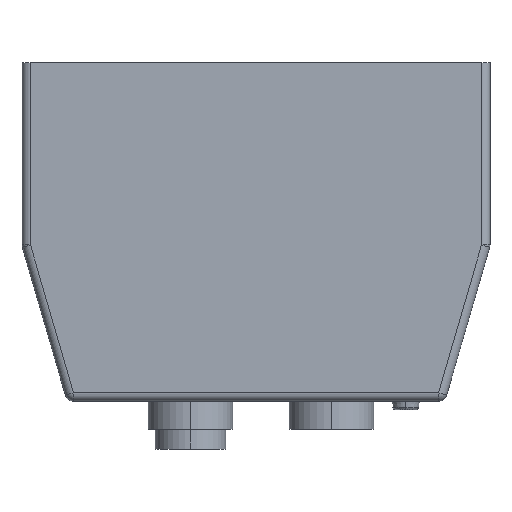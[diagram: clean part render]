
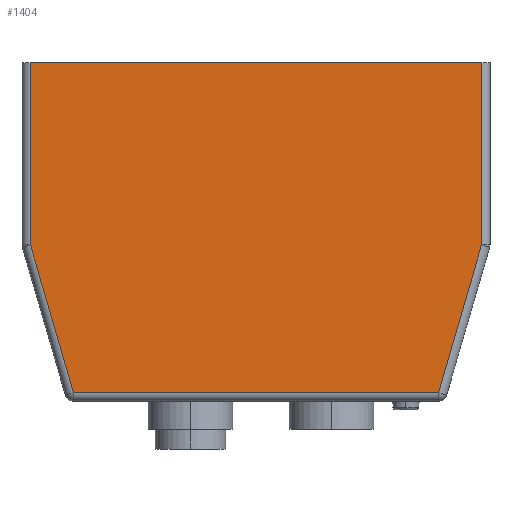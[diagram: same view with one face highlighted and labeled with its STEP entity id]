
A CAD part, left-side view. The second image highlights one B-rep face of the part: STEP entity #1404.
In plain terms, the highlighted planar face has unit normal (-1, 0, 0).
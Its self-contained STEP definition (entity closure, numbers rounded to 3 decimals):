
#15 = CARTESIAN_POINT ( 'NONE',  ( -44., -64.748, 3. ) ) ;
#30 = LINE ( 'NONE', #368, #524 ) ;
#46 = VECTOR ( 'NONE', #1079, 1000. ) ;
#51 = EDGE_CURVE ( 'NONE', #1784, #799, #30, .T. ) ;
#60 = CARTESIAN_POINT ( 'NONE',  ( -44., -80., 55.428 ) ) ;
#162 = LINE ( 'NONE', #1394, #578 ) ;
#170 = VERTEX_POINT ( 'NONE', #414 ) ;
#203 = CARTESIAN_POINT ( 'NONE',  ( -44., -83., 65. ) ) ;
#228 = LINE ( 'NONE', #1878, #408 ) ;
#238 = VERTEX_POINT ( 'NONE', #448 ) ;
#265 = VECTOR ( 'NONE', #405, 1000. ) ;
#266 = CARTESIAN_POINT ( 'NONE',  ( -44., -80., 120. ) ) ;
#307 = LINE ( 'NONE', #1282, #265 ) ;
#311 = CARTESIAN_POINT ( 'NONE',  ( -44., -83., 3. ) ) ;
#327 = DIRECTION ( 'NONE',  ( 0., 0., -1. ) ) ;
#331 = CARTESIAN_POINT ( 'NONE',  ( -44., -82.802, 65.058 ) ) ;
#354 = ORIENTED_EDGE ( 'NONE', *, *, #975, .T. ) ;
#368 = CARTESIAN_POINT ( 'NONE',  ( -44., -83., 120. ) ) ;
#392 = DIRECTION ( 'NONE',  ( 0., -0.279, -0.96 ) ) ;
#405 = DIRECTION ( 'NONE',  ( 0., 0., 1. ) ) ;
#408 = VECTOR ( 'NONE', #1746, 1000. ) ;
#414 = CARTESIAN_POINT ( 'NONE',  ( -44., 64.748, 3. ) ) ;
#445 = EDGE_LOOP ( 'NONE', ( #1217, #354, #1492, #1732, #1557, #1491 ) ) ;
#448 = CARTESIAN_POINT ( 'NONE',  ( -44., 80., 55.428 ) ) ;
#524 = VECTOR ( 'NONE', #1821, 1000. ) ;
#554 = VERTEX_POINT ( 'NONE', #60 ) ;
#578 = VECTOR ( 'NONE', #392, 1000. ) ;
#799 = VERTEX_POINT ( 'NONE', #266 ) ;
#849 = VECTOR ( 'NONE', #1339, 1000. ) ;
#905 = AXIS2_PLACEMENT_3D ( 'NONE', #203, #927, #327 ) ;
#927 = DIRECTION ( 'NONE',  ( 1., 0., 0. ) ) ;
#975 = EDGE_CURVE ( 'NONE', #1784, #238, #228, .T. ) ;
#993 = EDGE_CURVE ( 'NONE', #1666, #554, #1206, .T. ) ;
#1079 = DIRECTION ( 'NONE',  ( 0., -0.279, 0.96 ) ) ;
#1173 = EDGE_CURVE ( 'NONE', #238, #170, #162, .T. ) ;
#1206 = LINE ( 'NONE', #331, #46 ) ;
#1217 = ORIENTED_EDGE ( 'NONE', *, *, #51, .F. ) ;
#1257 = EDGE_CURVE ( 'NONE', #554, #799, #307, .T. ) ;
#1282 = CARTESIAN_POINT ( 'NONE',  ( -44., -80., 65. ) ) ;
#1339 = DIRECTION ( 'NONE',  ( 0., -1., 0. ) ) ;
#1363 = LINE ( 'NONE', #311, #849 ) ;
#1394 = CARTESIAN_POINT ( 'NONE',  ( -44., 69.849, 20.535 ) ) ;
#1404 = ADVANCED_FACE ( 'NONE', ( #1837 ), #1805, .F. ) ;
#1491 = ORIENTED_EDGE ( 'NONE', *, *, #1257, .T. ) ;
#1492 = ORIENTED_EDGE ( 'NONE', *, *, #1173, .T. ) ;
#1557 = ORIENTED_EDGE ( 'NONE', *, *, #993, .T. ) ;
#1640 = CARTESIAN_POINT ( 'NONE',  ( -44., 80., 120. ) ) ;
#1666 = VERTEX_POINT ( 'NONE', #15 ) ;
#1732 = ORIENTED_EDGE ( 'NONE', *, *, #1734, .T. ) ;
#1734 = EDGE_CURVE ( 'NONE', #170, #1666, #1363, .T. ) ;
#1746 = DIRECTION ( 'NONE',  ( 0., 0., -1. ) ) ;
#1784 = VERTEX_POINT ( 'NONE', #1640 ) ;
#1805 = PLANE ( 'NONE',  #905 ) ;
#1821 = DIRECTION ( 'NONE',  ( 0., -1., 0. ) ) ;
#1837 = FACE_OUTER_BOUND ( 'NONE', #445, .T. ) ;
#1878 = CARTESIAN_POINT ( 'NONE',  ( -44., 80., 65. ) ) ;
